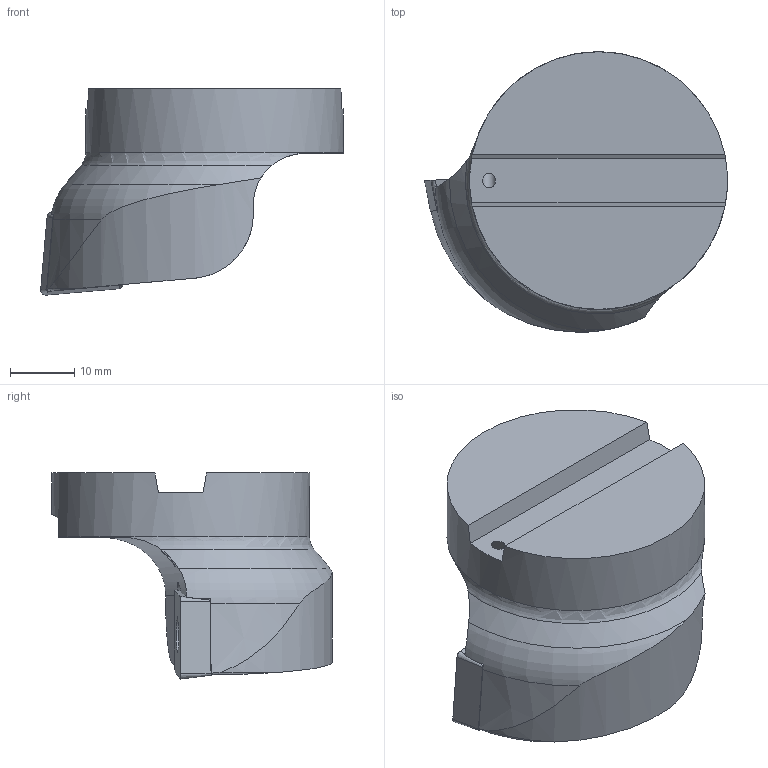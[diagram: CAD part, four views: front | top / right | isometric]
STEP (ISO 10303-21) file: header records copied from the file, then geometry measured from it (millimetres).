
FILE_DESCRIPTION((''),'1');
FILE_NAME('B40-SCLCR-27032-12.stp','2022-10-04T05:44:03',(''),(''),'Spatial Interop R21 SP3','Kubotek KeyCreator 2011 V10.0.2 (22737)',' ');
FILE_SCHEMA(('automotive_design'));
Length unit declared in the file: millimetre
Products named in the file (2): 241[3]; 240[2]
Bounding box: 46.97 x 43.5 x 32 mm (x, y, z)
Volume: 24086.5 mm3; surface area: 6516.5 mm2
Topology: 2 solids, 2 shells, 47 faces, 138 edges, 96 vertices
Faces by surface type: plane 23, cylinder 11, cone 10, torus 3
Full cylindrical faces by diameter (mm): 2 x2, 5.5 x1, 40 x1
Entity records: 3124 total; most frequent: CARTESIAN_POINT 753, ORIENTED_EDGE 260, PRESENTATION_STYLE_ASSIGNMENT 226, COLOUR_RGB 226, DIRECTION 193, STYLED_ITEM 178, CURVE_STYLE 178, DRAUGHTING_PRE_DEFINED_CURVE_FONT 178
